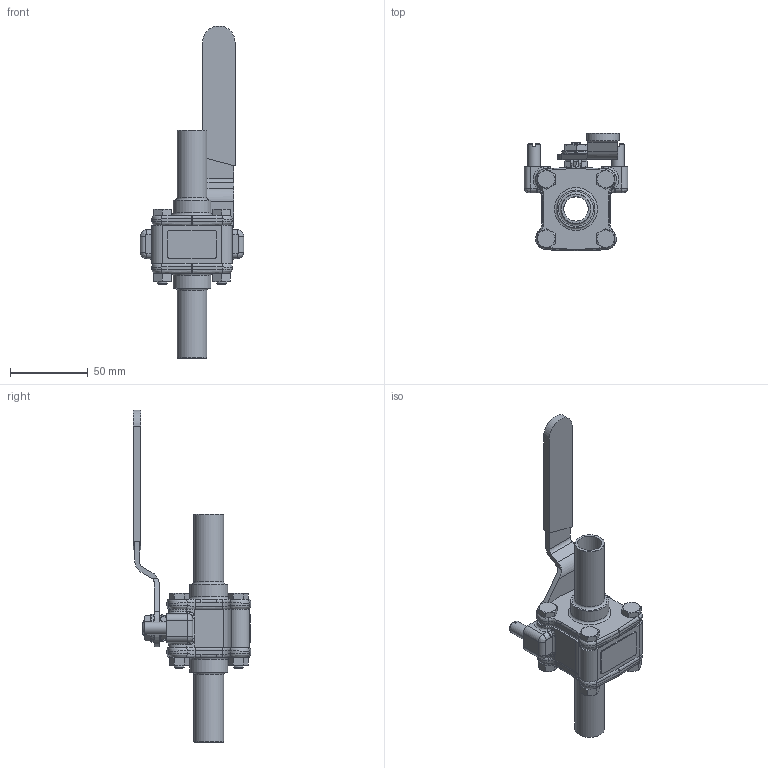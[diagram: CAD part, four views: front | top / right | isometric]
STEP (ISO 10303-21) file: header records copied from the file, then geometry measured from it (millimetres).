
FILE_DESCRIPTION(/* description */ (''),/* implementation_level */ '2;1');
FILE_NAME(/* name */ 'WK70 GA''GA-WK70-07-XBO-W.stp',/* time_stamp */ '2021-02-18T18:07:58+06:00',/* author */ ('10157457'),/* organization */ (''),/* preprocessor_version */ 'ST-DEVELOPER v16.1',/* originating_system */ 'Autodesk Inventor 2016',/* authorisation */ '');
FILE_SCHEMA (('AUTOMOTIVE_DESIGN { 1 0 10303 214 3 1 1 }'));
Length unit declared in the file: inch
Products named in the file (1): CS-WK70-07-XBO_Shrinkwrap_1
Bounding box: 66.55 x 75.57 x 213.7 mm (x, y, z)
Volume: 123423.6 mm3; surface area: 39321.9 mm2
Topology: 1 solids, 1 shells, 556 faces, 1380 edges, 824 vertices
Faces by surface type: plane 232, cone 108, cylinder 95, bspline 90, torus 19, sphere 12
Full cylindrical faces by diameter (mm): 6.35 x4, 8.128 x2, 14.097 x1, 15.748 x1, 18.466 x1, 19.113 x2, 24.384 x2
Entity records: 21979 total; most frequent: CARTESIAN_POINT 9467, ORIENTED_EDGE 2682, DIRECTION 2267, EDGE_CURVE 1341, AXIS2_PLACEMENT_3D 907, VERTEX_POINT 821, EDGE_LOOP 612, FACE_OUTER_BOUND 556
